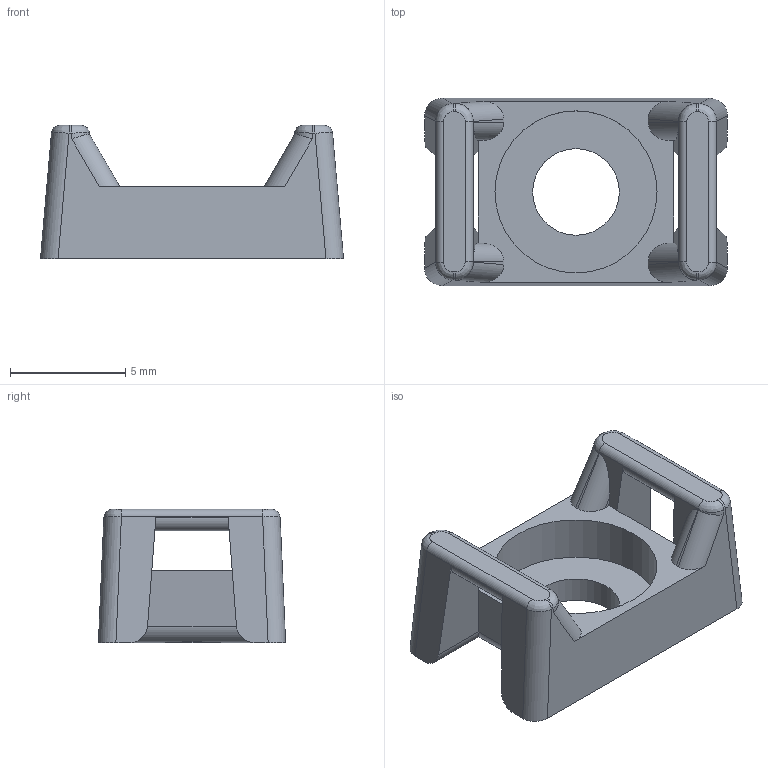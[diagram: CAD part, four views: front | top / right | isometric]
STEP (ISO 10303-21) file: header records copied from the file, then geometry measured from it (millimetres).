
FILE_DESCRIPTION(/* description */ (''),/* implementation_level */ '2;1');
FILE_NAME(/* name */ 'tm1s6_model_00.log',/* time_stamp */ '2012-07-13T15:36:51-05:00',/* author */ (''),/* organization */ (''),/* preprocessor_version */ 'ST-DEVELOPER v9',/* originating_system */ 'UGS - NX 3.0',/* authorisation */ '');
FILE_SCHEMA (('CONFIG_CONTROL_DESIGN'));
Length unit declared in the file: inch
Products named in the file (1): bwg09193tav
Bounding box: 13.16 x 8.13 x 5.79 mm (x, y, z)
Volume: 229.6 mm3; surface area: 453.4 mm2
Topology: 1 solids, 1 shells, 73 faces, 204 edges, 130 vertices
Faces by surface type: cylinder 38, plane 27, bspline 8
Full cylindrical faces by diameter (mm): 3.759 x1, 7.036 x1
Entity records: 2498 total; most frequent: CARTESIAN_POINT 508, DIRECTION 412, ORIENTED_EDGE 400, EDGE_CURVE 200, AXIS2_PLACEMENT_3D 148, VERTEX_POINT 128, LINE 116, VECTOR 116
